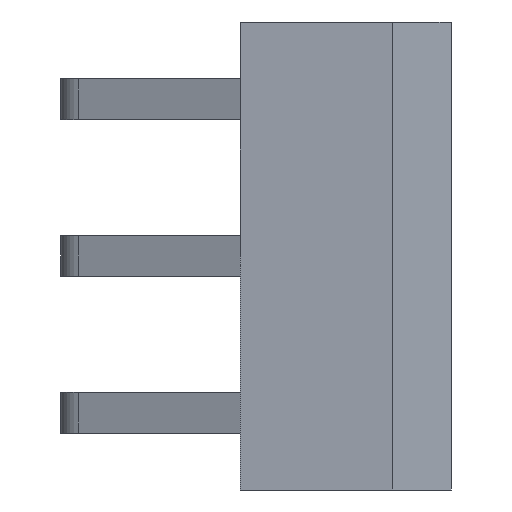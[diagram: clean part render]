
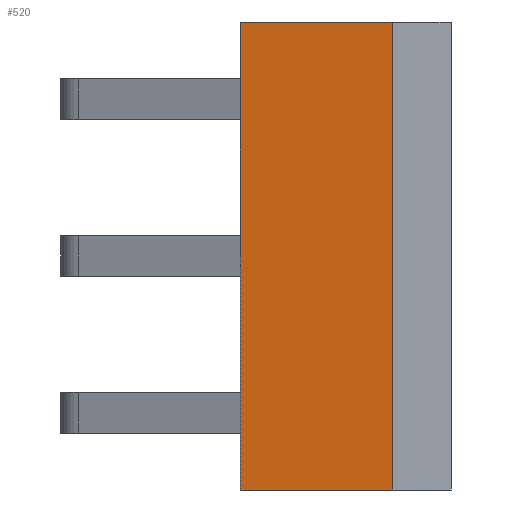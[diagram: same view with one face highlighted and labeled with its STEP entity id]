
A CAD part, left-side view. The second image highlights one B-rep face of the part: STEP entity #520.
In plain terms, the highlighted planar face has unit normal (-0.993, 0.122, 0).
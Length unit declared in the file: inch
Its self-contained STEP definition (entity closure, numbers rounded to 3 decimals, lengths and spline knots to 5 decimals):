
#43=DIRECTION('',(-0.122,-0.993,0.));
#44=VECTOR('',#43,0.13098);
#45=CARTESIAN_POINT('',(0.15596,0.18,-0.2));
#46=LINE('',#45,#44);
#93=DIRECTION('',(0.,0.,1.));
#94=VECTOR('',#93,0.3);
#95=CARTESIAN_POINT('',(0.14,0.05,-0.15));
#96=LINE('',#95,#94);
#100=DIRECTION('',(0.,0.,1.));
#101=VECTOR('',#100,0.4);
#102=CARTESIAN_POINT('',(0.15596,0.18,-0.2));
#103=LINE('',#102,#101);
#226=DIRECTION('',(0.,0.,1.));
#227=VECTOR('',#226,0.05);
#228=CARTESIAN_POINT('',(0.14,0.05,0.15));
#229=LINE('',#228,#227);
#240=DIRECTION('',(0.,0.,1.));
#241=VECTOR('',#240,0.05);
#242=CARTESIAN_POINT('',(0.14,0.05,-0.2));
#243=LINE('',#242,#241);
#247=DIRECTION('',(-0.122,-0.993,0.));
#248=VECTOR('',#247,0.13098);
#249=CARTESIAN_POINT('',(0.15596,0.18,0.2));
#250=LINE('',#249,#248);
#422=CARTESIAN_POINT('',(0.15596,0.18,-0.2));
#423=VERTEX_POINT('',#422);
#424=CARTESIAN_POINT('',(0.14,0.05,-0.2));
#425=VERTEX_POINT('',#424);
#436=CARTESIAN_POINT('',(0.15596,0.18,0.2));
#437=VERTEX_POINT('',#436);
#438=CARTESIAN_POINT('',(0.14,0.05,0.2));
#439=VERTEX_POINT('',#438);
#476=CARTESIAN_POINT('',(0.14,0.05,-0.15));
#477=CARTESIAN_POINT('',(0.14,0.05,0.15));
#478=VERTEX_POINT('',#476);
#479=VERTEX_POINT('',#477);
#502=CARTESIAN_POINT('',(0.15596,0.18,-0.2));
#503=DIRECTION('',(-0.993,0.122,0.));
#504=DIRECTION('',(-0.122,-0.993,0.));
#505=AXIS2_PLACEMENT_3D('',#502,#503,#504);
#506=PLANE('',#505);
#508=ORIENTED_EDGE('',*,*,#507,.F.);
#510=ORIENTED_EDGE('',*,*,#509,.F.);
#511=ORIENTED_EDGE('',*,*,#485,.F.);
#513=ORIENTED_EDGE('',*,*,#512,.T.);
#515=ORIENTED_EDGE('',*,*,#514,.T.);
#517=ORIENTED_EDGE('',*,*,#516,.F.);
#518=EDGE_LOOP('',(#508,#510,#511,#513,#515,#517));
#519=FACE_OUTER_BOUND('',#518,.F.);
#520=ADVANCED_FACE('',(#519),#506,.T.);
#485=EDGE_CURVE('',#423,#425,#46,.T.);
#507=EDGE_CURVE('',#478,#479,#96,.T.);
#509=EDGE_CURVE('',#425,#478,#243,.T.);
#512=EDGE_CURVE('',#423,#437,#103,.T.);
#514=EDGE_CURVE('',#437,#439,#250,.T.);
#516=EDGE_CURVE('',#479,#439,#229,.T.);
